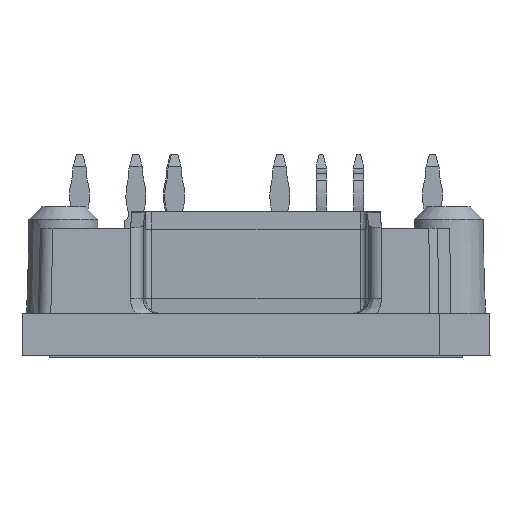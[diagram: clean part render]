
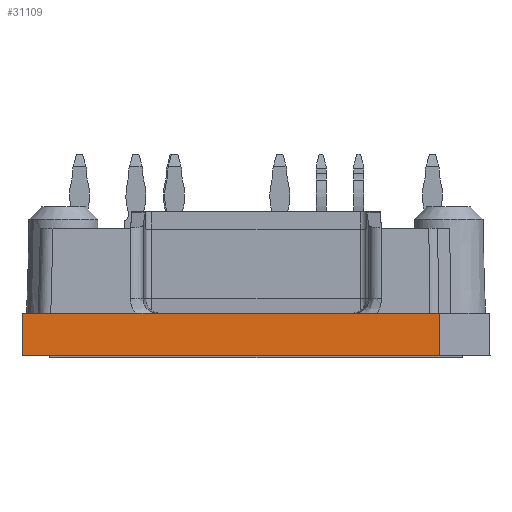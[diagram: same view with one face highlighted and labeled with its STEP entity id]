
A CAD part, left-side view. The second image highlights one B-rep face of the part: STEP entity #31109.
In plain terms, the highlighted planar face has unit normal (-1, 0, 0.018).
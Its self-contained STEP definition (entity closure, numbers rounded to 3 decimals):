
#2182=ORIENTED_EDGE('',*,*,#8732,.T.);
#2183=ORIENTED_EDGE('',*,*,#8733,.F.);
#2184=ORIENTED_EDGE('',*,*,#8730,.T.);
#2185=ORIENTED_EDGE('',*,*,#8683,.T.);
#8683=EDGE_CURVE('',#11867,#11871,#14101,.F.);
#8730=EDGE_CURVE('',#11912,#11867,#14140,.T.);
#8732=EDGE_CURVE('',#11871,#11913,#14142,.F.);
#8733=EDGE_CURVE('',#11912,#11913,#14143,.F.);
#11867=VERTEX_POINT('',#42203);
#11871=VERTEX_POINT('',#42211);
#11912=VERTEX_POINT('',#42307);
#11913=VERTEX_POINT('',#42311);
#14101=LINE('',#42212,#16613);
#14140=LINE('',#42306,#16652);
#14142=LINE('',#42310,#16654);
#14143=LINE('',#42312,#16655);
#16613=VECTOR('',#35461,1000.);
#16652=VECTOR('',#35530,1000.);
#16654=VECTOR('',#35534,1000.);
#16655=VECTOR('',#35535,1000.);
#18894=EDGE_LOOP('',(#2182,#2183,#2184,#2185));
#20258=FACE_BOUND('',#18894,.T.);
#21522=PLANE('',#32560);
#31109=ADVANCED_FACE('',(#20258),#21522,.T.);
#32560=AXIS2_PLACEMENT_3D('',#42309,#35532,#35533);
#35461=DIRECTION('',(0.,1.,0.));
#35530=DIRECTION('',(-0.017,0.017,-1.));
#35532=DIRECTION('',(-1.,0.,0.017));
#35533=DIRECTION('',(0.017,0.,1.));
#35534=DIRECTION('',(-0.017,-0.007,-1.));
#35535=DIRECTION('',(0.,1.,0.));
#42203=CARTESIAN_POINT('',(-41.,18.7,0.));
#42211=CARTESIAN_POINT('',(-41.,-14.7,0.));
#42212=CARTESIAN_POINT('',(-41.,0.,0.));
#42306=CARTESIAN_POINT('',(-40.994,18.694,0.326));
#42307=CARTESIAN_POINT('',(-40.941,18.641,3.4));
#42309=CARTESIAN_POINT('',(-41.,0.,0.));
#42310=CARTESIAN_POINT('',(-40.998,-14.699,0.134));
#42311=CARTESIAN_POINT('',(-40.941,-14.675,3.4));
#42312=CARTESIAN_POINT('',(-40.941,0.,3.4));
